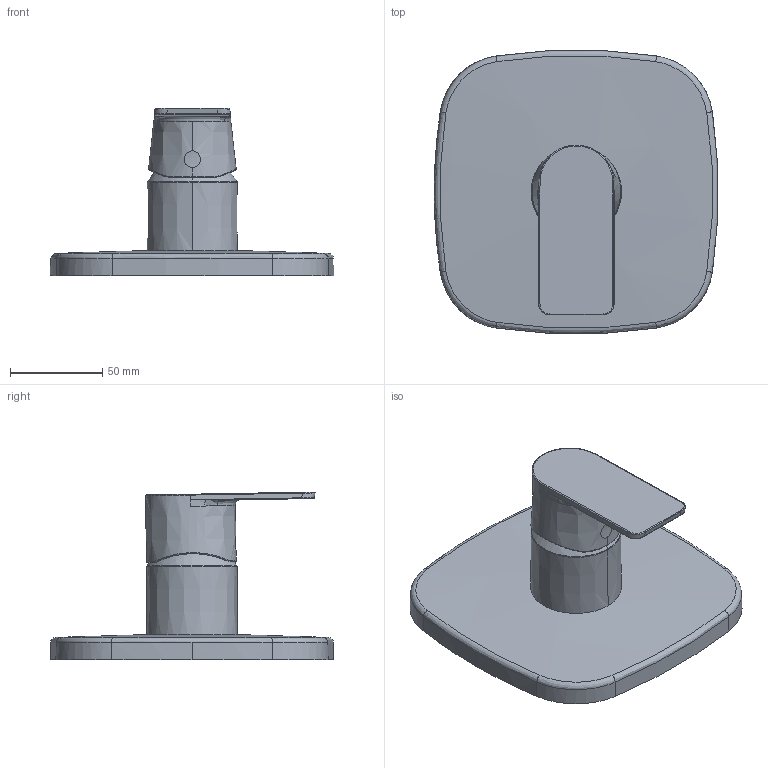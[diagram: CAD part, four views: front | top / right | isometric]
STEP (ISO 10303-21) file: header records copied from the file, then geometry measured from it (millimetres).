
FILE_DESCRIPTION (( 'STEP AP203' ), '1' );
FILE_NAME ('87859173(2021).STEP', '2020-10-29T13:02:24', ( '' ), ( '' ), 'SwSTEP 2.0', 'SolidWorks 2016', '' );
FILE_SCHEMA (( 'CONFIG_CONTROL_DESIGN' ));
Length unit declared in the file: millimetre
Products named in the file (1): 87859173(2021)
Bounding box: 153.64 x 153.27 x 91.01 mm (x, y, z)
Volume: 420345.3 mm3; surface area: 64434.1 mm2
Topology: 1 solids, 1 shells, 63 faces, 156 edges, 97 vertices
Faces by surface type: bspline 42, cone 11, plane 6, torus 2, sphere 2
Entity records: 8146 total; most frequent: CARTESIAN_POINT 6859, ORIENTED_EDGE 312, EDGE_CURVE 156, DIRECTION 152, VERTEX_POINT 97, B_SPLINE_CURVE_WITH_KNOTS 83, EDGE_LOOP 65, ADVANCED_FACE 63
